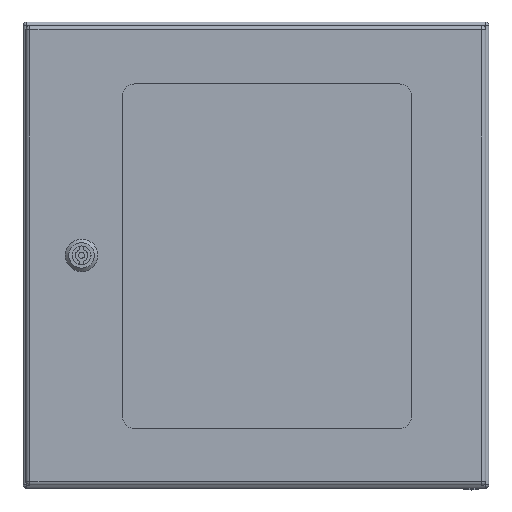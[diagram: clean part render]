
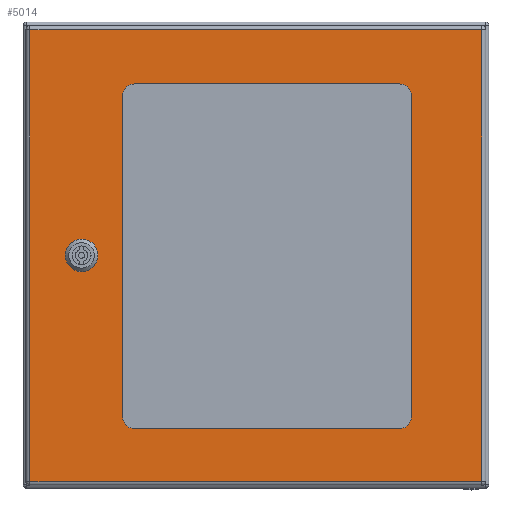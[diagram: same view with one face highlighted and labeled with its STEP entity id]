
A CAD part, top view. The second image highlights one B-rep face of the part: STEP entity #5014.
In plain terms, the highlighted planar face has unit normal (0, 0, 1).
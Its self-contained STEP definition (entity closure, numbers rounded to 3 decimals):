
#1955=FACE_BOUND('',#7084,.T.);
#1956=FACE_BOUND('',#7085,.T.);
#1957=FACE_BOUND('',#7086,.T.);
#2925=LINE('',#24399,#3999);
#2929=LINE('',#24411,#4003);
#2933=LINE('',#24423,#4007);
#2936=LINE('',#24432,#4010);
#2937=LINE('',#24448,#4011);
#2940=LINE('',#24468,#4014);
#2942=LINE('',#24485,#4016);
#2943=LINE('',#24490,#4017);
#2944=LINE('',#24494,#4018);
#2945=LINE('',#24498,#4019);
#2946=LINE('',#24502,#4020);
#2947=LINE('',#24503,#4021);
#3999=VECTOR('',#19064,1.);
#4003=VECTOR('',#19076,1.);
#4007=VECTOR('',#19088,1.);
#4010=VECTOR('',#19099,1.);
#4011=VECTOR('',#19118,1.);
#4014=VECTOR('',#19129,1.);
#4016=VECTOR('',#19139,1.);
#4017=VECTOR('',#19144,1.);
#4018=VECTOR('',#19147,1.);
#4019=VECTOR('',#19150,1.);
#4020=VECTOR('',#19153,1.);
#4021=VECTOR('',#19154,1.);
#5014=ADVANCED_FACE('F106',(#1955,#1956,#1957),#5650,.T.);
#5650=PLANE('',#16482);
#7084=EDGE_LOOP('',(#9517,#9518,#9519,#9520,#9521,#9522,#9523,#9524));
#7085=EDGE_LOOP('',(#9525,#9526,#9527,#9528));
#7086=EDGE_LOOP('',(#9529,#9530,#9531,#9532,#9533,#9534,#9535,#9536));
#9517=ORIENTED_EDGE('',*,*,#14022,.T.);
#9518=ORIENTED_EDGE('',*,*,#14023,.T.);
#9519=ORIENTED_EDGE('',*,*,#14024,.T.);
#9520=ORIENTED_EDGE('',*,*,#14025,.T.);
#9521=ORIENTED_EDGE('',*,*,#14026,.T.);
#9522=ORIENTED_EDGE('',*,*,#14027,.T.);
#9523=ORIENTED_EDGE('',*,*,#14028,.T.);
#9524=ORIENTED_EDGE('',*,*,#14029,.T.);
#9525=ORIENTED_EDGE('',*,*,#14030,.T.);
#9526=ORIENTED_EDGE('',*,*,#14021,.T.);
#9527=ORIENTED_EDGE('',*,*,#14016,.T.);
#9528=ORIENTED_EDGE('',*,*,#14010,.T.);
#9529=ORIENTED_EDGE('',*,*,#14003,.T.);
#9530=ORIENTED_EDGE('',*,*,#13983,.T.);
#9531=ORIENTED_EDGE('',*,*,#13986,.T.);
#9532=ORIENTED_EDGE('',*,*,#13989,.T.);
#9533=ORIENTED_EDGE('',*,*,#13992,.T.);
#9534=ORIENTED_EDGE('',*,*,#13995,.T.);
#9535=ORIENTED_EDGE('',*,*,#13998,.T.);
#9536=ORIENTED_EDGE('',*,*,#14001,.T.);
#12351=VERTEX_POINT('',#24388);
#12353=VERTEX_POINT('',#24392);
#12355=VERTEX_POINT('',#24398);
#12357=VERTEX_POINT('',#24404);
#12359=VERTEX_POINT('',#24410);
#12361=VERTEX_POINT('',#24416);
#12363=VERTEX_POINT('',#24422);
#12365=VERTEX_POINT('',#24428);
#12367=VERTEX_POINT('',#24436);
#12371=VERTEX_POINT('',#24445);
#12372=VERTEX_POINT('',#24449);
#12376=VERTEX_POINT('',#24469);
#12378=VERTEX_POINT('',#24488);
#12379=VERTEX_POINT('',#24489);
#12380=VERTEX_POINT('',#24491);
#12381=VERTEX_POINT('',#24493);
#12382=VERTEX_POINT('',#24495);
#12383=VERTEX_POINT('',#24497);
#12384=VERTEX_POINT('',#24499);
#12385=VERTEX_POINT('',#24501);
#13983=EDGE_CURVE('E262',#12351,#12353,#15427,.T.);
#13986=EDGE_CURVE('E263',#12353,#12355,#2925,.T.);
#13989=EDGE_CURVE('E264',#12355,#12357,#15429,.T.);
#13992=EDGE_CURVE('E265',#12357,#12359,#2929,.T.);
#13995=EDGE_CURVE('E266',#12359,#12361,#15431,.T.);
#13998=EDGE_CURVE('E267',#12361,#12363,#2933,.T.);
#14001=EDGE_CURVE('E268',#12363,#12365,#15433,.T.);
#14003=EDGE_CURVE('E261',#12365,#12351,#2936,.T.);
#14010=EDGE_CURVE('E170',#12372,#12371,#2937,.T.);
#14016=EDGE_CURVE('E169',#12376,#12372,#2940,.T.);
#14021=EDGE_CURVE('E167',#12367,#12376,#2942,.T.);
#14022=EDGE_CURVE('',#12378,#12379,#15446,.T.);
#14023=EDGE_CURVE('',#12379,#12380,#2943,.T.);
#14024=EDGE_CURVE('',#12380,#12381,#15447,.T.);
#14025=EDGE_CURVE('',#12381,#12382,#2944,.T.);
#14026=EDGE_CURVE('',#12382,#12383,#15448,.T.);
#14027=EDGE_CURVE('',#12383,#12384,#2945,.T.);
#14028=EDGE_CURVE('',#12384,#12385,#15449,.T.);
#14029=EDGE_CURVE('',#12385,#12378,#2946,.T.);
#14030=EDGE_CURVE('E158',#12371,#12367,#2947,.T.);
#15427=CIRCLE('',#16446,11.25);
#15429=CIRCLE('',#16450,11.25);
#15431=CIRCLE('',#16454,11.25);
#15433=CIRCLE('',#16458,11.25);
#15446=CIRCLE('',#16478,10.);
#15447=CIRCLE('',#16479,10.);
#15448=CIRCLE('',#16480,10.);
#15449=CIRCLE('',#16481,10.);
#16446=AXIS2_PLACEMENT_3D('',#24393,#19058,#19059);
#16450=AXIS2_PLACEMENT_3D('',#24405,#19070,#19071);
#16454=AXIS2_PLACEMENT_3D('',#24417,#19082,#19083);
#16458=AXIS2_PLACEMENT_3D('',#24429,#19094,#19095);
#16478=AXIS2_PLACEMENT_3D('',#24487,#19142,#19143);
#16479=AXIS2_PLACEMENT_3D('',#24492,#19145,#19146);
#16480=AXIS2_PLACEMENT_3D('',#24496,#19148,#19149);
#16481=AXIS2_PLACEMENT_3D('',#24500,#19151,#19152);
#16482=AXIS2_PLACEMENT_3D('',#24504,#19155,#19156);
#19058=DIRECTION('',(0.,0.,-1.));
#19059=DIRECTION('',(-1.,0.,0.));
#19064=DIRECTION('',(1.,0.,0.));
#19070=DIRECTION('',(0.,0.,-1.));
#19071=DIRECTION('',(-1.,0.,0.));
#19076=DIRECTION('',(0.,-1.,0.));
#19082=DIRECTION('',(0.,0.,-1.));
#19083=DIRECTION('',(0.,1.,0.));
#19088=DIRECTION('',(-1.,0.,0.));
#19094=DIRECTION('',(0.,0.,-1.));
#19095=DIRECTION('',(-1.,0.,0.));
#19099=DIRECTION('',(0.,1.,0.));
#19118=DIRECTION('',(-1.,0.,0.));
#19129=DIRECTION('',(0.,1.,0.));
#19139=DIRECTION('',(1.,0.,0.));
#19142=DIRECTION('',(0.,0.,-1.));
#19143=DIRECTION('',(1.,0.,0.));
#19144=DIRECTION('',(0.,1.,0.));
#19145=DIRECTION('',(0.,0.,-1.));
#19146=DIRECTION('',(1.,0.,0.));
#19147=DIRECTION('',(1.,0.,0.));
#19148=DIRECTION('',(0.,0.,-1.));
#19149=DIRECTION('',(1.,0.,0.));
#19150=DIRECTION('',(0.,-1.,0.));
#19151=DIRECTION('',(0.,0.,-1.));
#19152=DIRECTION('',(1.,0.,0.));
#19153=DIRECTION('',(-1.,0.,0.));
#19154=DIRECTION('',(0.,-1.,0.));
#19155=DIRECTION('',(0.,0.,1.));
#19156=DIRECTION('',(0.,1.,0.));
#24388=CARTESIAN_POINT('',(6468.078,-1508.968,198.865));
#24392=CARTESIAN_POINT('',(6473.533,-1503.513,198.865));
#24393=CARTESIAN_POINT('',(6478.278,-1513.713,198.865));
#24398=CARTESIAN_POINT('',(6483.024,-1503.513,198.865));
#24399=CARTESIAN_POINT('',(6478.278,-1503.513,198.865));
#24404=CARTESIAN_POINT('',(6488.478,-1508.968,198.865));
#24405=CARTESIAN_POINT('',(6478.278,-1513.713,198.865));
#24410=CARTESIAN_POINT('',(6488.478,-1518.459,198.865));
#24411=CARTESIAN_POINT('',(6488.478,-1513.713,198.865));
#24416=CARTESIAN_POINT('',(6483.024,-1523.913,198.865));
#24417=CARTESIAN_POINT('',(6478.278,-1513.713,198.865));
#24422=CARTESIAN_POINT('',(6473.533,-1523.913,198.865));
#24423=CARTESIAN_POINT('',(6478.278,-1523.913,198.865));
#24428=CARTESIAN_POINT('',(6468.078,-1518.459,198.865));
#24429=CARTESIAN_POINT('',(6478.278,-1513.713,198.865));
#24432=CARTESIAN_POINT('',(6468.078,-1513.713,198.865));
#24436=CARTESIAN_POINT('',(6434.278,-1707.713,198.865));
#24445=CARTESIAN_POINT('',(6434.278,-1319.713,198.865));
#24448=CARTESIAN_POINT('',(6628.278,-1319.713,198.865));
#24449=CARTESIAN_POINT('',(6822.278,-1319.713,198.865));
#24468=CARTESIAN_POINT('',(6822.278,-1513.713,198.865));
#24469=CARTESIAN_POINT('',(6822.278,-1707.713,198.865));
#24485=CARTESIAN_POINT('',(6628.278,-1707.713,198.865));
#24487=CARTESIAN_POINT('',(6523.778,-1652.213,198.865));
#24488=CARTESIAN_POINT('',(6523.778,-1662.213,198.865));
#24489=CARTESIAN_POINT('',(6513.778,-1652.213,198.865));
#24490=CARTESIAN_POINT('',(6513.778,-1730.963,198.865));
#24491=CARTESIAN_POINT('',(6513.778,-1376.213,198.865));
#24492=CARTESIAN_POINT('',(6523.778,-1376.213,198.865));
#24493=CARTESIAN_POINT('',(6523.778,-1366.213,198.865));
#24494=CARTESIAN_POINT('',(6845.528,-1366.213,198.865));
#24495=CARTESIAN_POINT('',(6751.778,-1366.213,198.865));
#24496=CARTESIAN_POINT('',(6751.778,-1376.213,198.865));
#24497=CARTESIAN_POINT('',(6761.778,-1376.213,198.865));
#24498=CARTESIAN_POINT('',(6761.778,-1730.963,198.865));
#24499=CARTESIAN_POINT('',(6761.778,-1652.213,198.865));
#24500=CARTESIAN_POINT('',(6751.778,-1652.213,198.865));
#24501=CARTESIAN_POINT('',(6751.778,-1662.213,198.865));
#24502=CARTESIAN_POINT('',(6845.528,-1662.213,198.865));
#24503=CARTESIAN_POINT('',(6434.278,-1513.713,198.865));
#24504=CARTESIAN_POINT('',(6845.528,-1730.963,198.865));
